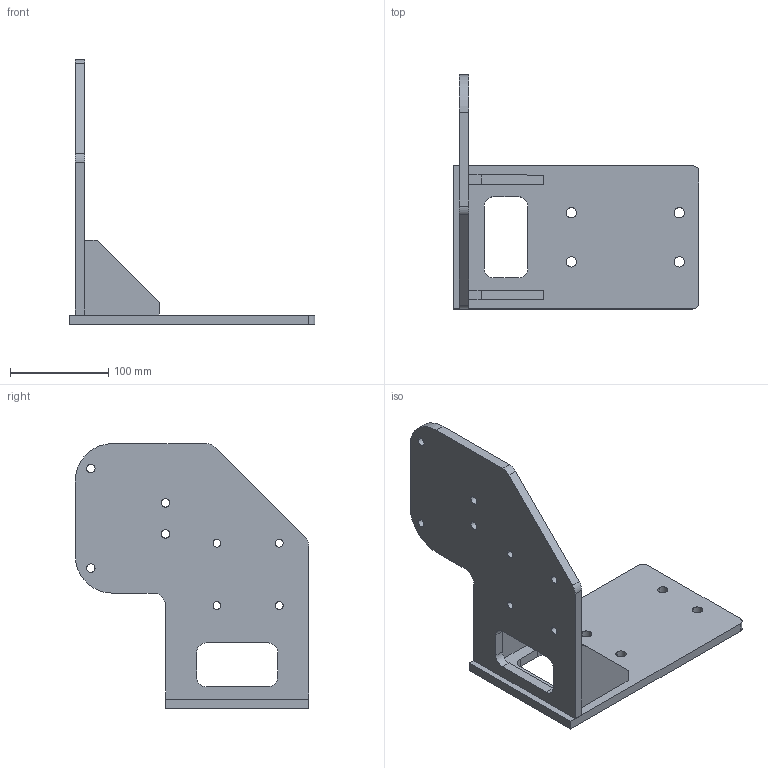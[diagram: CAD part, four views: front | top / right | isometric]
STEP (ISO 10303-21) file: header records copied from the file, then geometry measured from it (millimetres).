
FILE_DESCRIPTION (( 'STEP AP214' ), '1' );
FILE_NAME ('SubArc Single Mounting Bracket - 301134.STEP', '2015-12-17T22:17:26', ( 'ITS' ), ( 'ITW Welding Group' ), 'SwSTEP 2.0', 'SolidWorks 2015', '' );
FILE_SCHEMA (( 'AUTOMOTIVE_DESIGN' ));
Length unit declared in the file: inch
Products named in the file (1): SubArc Single Mounting Bracket - 301134
Bounding box: 250.57 x 238.12 x 269.88 mm (x, y, z)
Volume: 788017.2 mm3; surface area: 194411.7 mm2
Topology: 4 solids, 4 shells, 76 faces, 204 edges, 136 vertices
Faces by surface type: cylinder 39, plane 37
Entity records: 3523 total; most frequent: DIRECTION 436, CARTESIAN_POINT 417, ORIENTED_EDGE 408, EDGE_CURVE 204, AXIS2_PLACEMENT_3D 155, VERTEX_POINT 136, LINE 126, VECTOR 126
